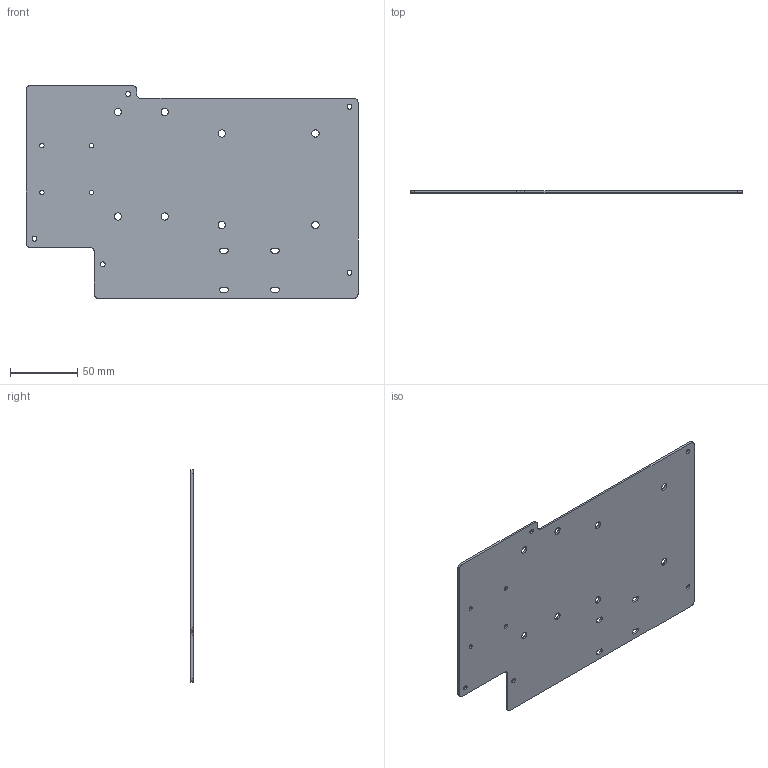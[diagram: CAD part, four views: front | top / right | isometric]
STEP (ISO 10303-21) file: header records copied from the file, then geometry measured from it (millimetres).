
FILE_DESCRIPTION (( 'STEP AP214' ), '1' );
FILE_NAME ('TS_Penthouse_Plate.STEP', '2025-02-24T03:23:58', ( '' ), ( '' ), 'SwSTEP 2.0', 'SolidWorks 2024', '' );
FILE_SCHEMA (( 'AUTOMOTIVE_DESIGN' ));
Length unit declared in the file: inch
Products named in the file (1): TS_Penthouse_Plate
Bounding box: 247.65 x 1.6 x 158.75 mm (x, y, z)
Volume: 56710.6 mm3; surface area: 72649.4 mm2
Topology: 1 solids, 1 shells, 68 faces, 198 edges, 132 vertices
Faces by surface type: cylinder 50, plane 18
Entity records: 2413 total; most frequent: DIRECTION 436, CARTESIAN_POINT 399, ORIENTED_EDGE 396, EDGE_CURVE 198, AXIS2_PLACEMENT_3D 169, VERTEX_POINT 132, EDGE_LOOP 110, CIRCLE 100
